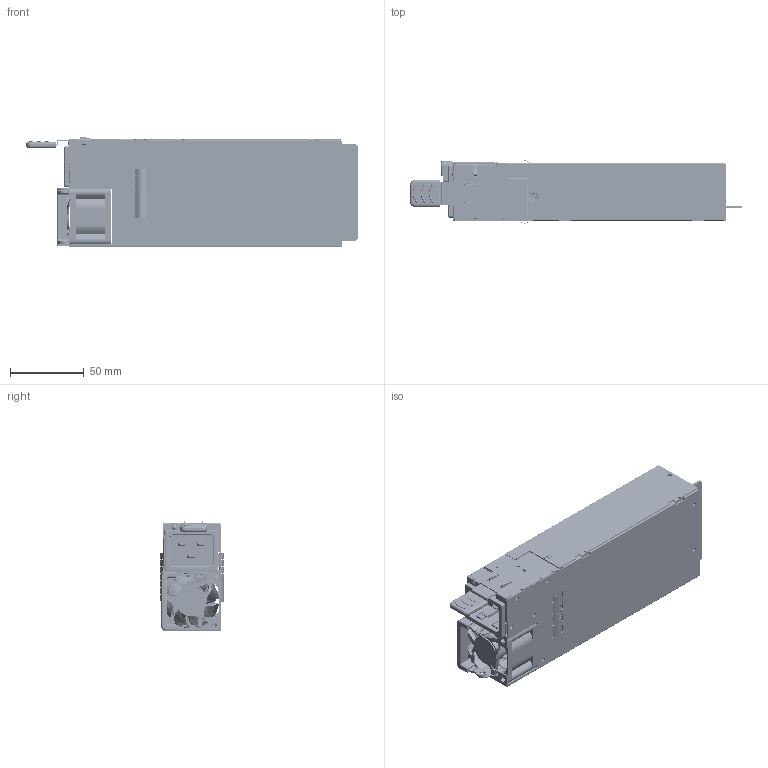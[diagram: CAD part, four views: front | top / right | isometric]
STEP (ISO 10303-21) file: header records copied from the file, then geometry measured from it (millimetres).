
FILE_DESCRIPTION((''),'2;1');
FILE_NAME('U1A_D2000_J_ASM','2020-09-28T15:13:45',('IPC40'),(''),'CREO PARAMETRIC BY PTC INC, 2019080','CREO PARAMETRIC BY PTC INC, 2019080','');
FILE_SCHEMA(('CONFIG_CONTROL_DESIGN'));
Products named in the file (74): CHASSIS; LATCH; LASHOU_1_7; LASHOUJIAOTAO_AF0_1_7; LASHOU_ASM_1_ASM_6_ASM_ASM_ASM; JIAOTAO_1_1_13; STANDOFF_4_5_4; STANDOFF_4; PINGBITANPIAN-3_2; 2000WCASE_ASM; ST-A06-001K-KK; BRACKET_C20; ST-A06-001K-KK_1_0__ASM; COVER; COVER_ASM; BV40FENGSHAN-28_1_3; SCREW-M3-L4_1; LED_PIPE; MAINBOARD; CB; CB_ASSEMBLY_ASM; L1_P; LF1_P; F1; LF_30_15; RLY1; CY; CX2; C2; THR1; C3; C201; PCB_XCAP; CCX2; X-CAP_ASM; C210; C212; C40; L3_P; T1_D ...
Assembly tree (109 placements, depth 6):
  U1A_D2000_J_ASM
    2000WCASE_ASM
      CHASSIS
      LATCH
      LASHOU_ASM_1_ASM_6_ASM_ASM_ASM
        LASHOU_1_7
        LASHOUJIAOTAO_AF0_1_7
      JIAOTAO_1_1_13
      STANDOFF_4_5_4  x2
      STANDOFF_4  x2
      PINGBITANPIAN-3_2
    ST-A06-001K-KK_1_0__ASM
      ST-A06-001K-KK
      BRACKET_C20
    COVER_ASM
      COVER
      PINGBITANPIAN-3_2
    BV40FENGSHAN-28_1_3
    SCREW-M3-L4_1  x3
    LED_PIPE
    PCB_MAINBOARD_ASM
      MAINBOARD
      CB_ASSEMBLY_ASM
        CB
      L1_P
      LF1_P
      F1
      LF_30_15
      RLY1
      CY  x3
      CX2
      C2
      THR1
      C3
      C201  x4
      X-CAP_ASM
        PCB_XCAP
        CCX2
      C210  x3
      C212  x2
      C40
      L3_P
      T1_D
      LEDSW_185
      NTC1
      SR_ASM
        SR01
        BBC3  x10
        TONGQIAO
        PQ3530_355_305_417_ASM
          CORE_PQ3530  x2
          COPPER_PQ3530_ASM  x4
            COPPER_PQ3530
          WIRE_PQ3530  x4
          PCB1_PQ3530
          PCB2_PQ3530
      BIG_CAP_ASM
        C5_D
        PCB_BIGCAP
      GOLDENFINGER_ASM
Bounding box: 225.1 x 42.8 x 75.2 mm (x, y, z)
Volume: 231172.8 mm3; surface area: 251677.7 mm2
Topology: 120 solids, 120 shells, 5201 faces, 13501 edges, 8508 vertices
Faces by surface type: plane 2643, cylinder 1429, bspline 530, torus 497, cone 81, sphere 18, revolution 3
Entity records: 164753 total; most frequent: CARTESIAN_POINT 63274, ORIENTED_EDGE 21630, DIRECTION 19799, EDGE_CURVE 10815, AXIS2_PLACEMENT_3D 6817, VERTEX_POINT 6765, VECTOR 6163, LINE 6163
